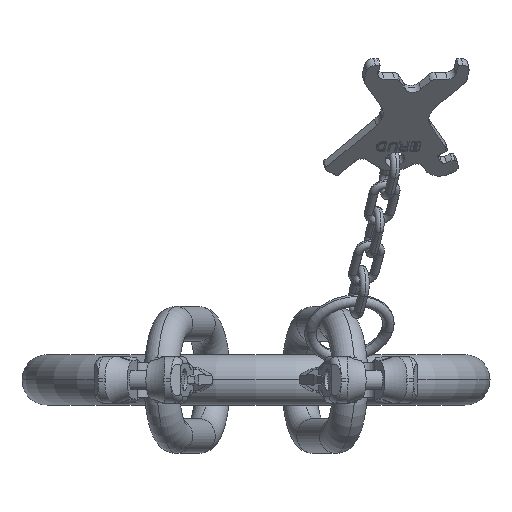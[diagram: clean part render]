
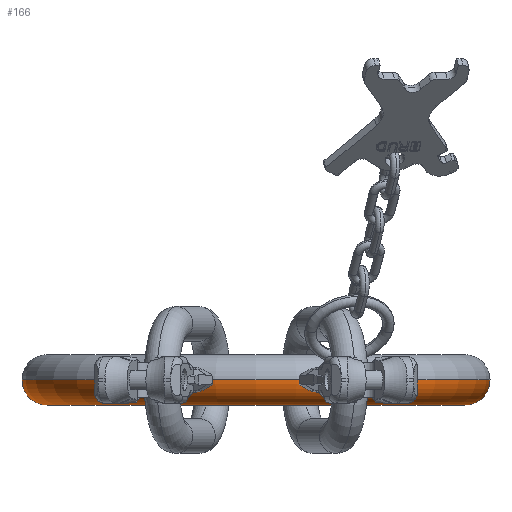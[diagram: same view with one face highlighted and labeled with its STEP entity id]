
A CAD part, front view. The second image highlights one B-rep face of the part: STEP entity #166.
In plain terms, the highlighted toroidal (fillet/blend) face has major radius 108 mm and minor radius 13 mm.
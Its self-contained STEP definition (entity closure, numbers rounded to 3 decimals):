
#34=CARTESIAN_POINT('',(0.,0.,0.));
#35=DIRECTION('',(0.,0.,-1.));
#36=DIRECTION('',(1.,0.,0.));
#37=AXIS2_PLACEMENT_3D('',#34,#35,#36);
#39=CARTESIAN_POINT('',(108.,0.,0.));
#40=DIRECTION('',(0.,-1.,0.));
#41=DIRECTION('',(-1.,0.,0.));
#42=AXIS2_PLACEMENT_3D('',#39,#40,#41);
#44=CARTESIAN_POINT('',(0.,0.,0.));
#45=DIRECTION('',(0.,0.,-1.));
#46=DIRECTION('',(1.,0.,0.));
#47=AXIS2_PLACEMENT_3D('',#44,#45,#46);
#68=CARTESIAN_POINT('',(-108.,0.,0.));
#69=DIRECTION('',(0.,1.,0.));
#70=DIRECTION('',(1.,0.,0.));
#71=AXIS2_PLACEMENT_3D('',#68,#69,#70);
#81=CARTESIAN_POINT('',(121.,0.,0.));
#82=CARTESIAN_POINT('',(95.,0.,0.));
#83=VERTEX_POINT('',#81);
#84=VERTEX_POINT('',#82);
#85=CARTESIAN_POINT('',(-121.,0.,0.));
#86=CARTESIAN_POINT('',(-95.,0.,0.));
#87=VERTEX_POINT('',#85);
#88=VERTEX_POINT('',#86);
#153=CARTESIAN_POINT('',(0.,0.,0.));
#154=DIRECTION('',(0.,0.,-1.));
#155=DIRECTION('',(-1.,0.,0.));
#156=AXIS2_PLACEMENT_3D('',#153,#154,#155);
#157=TOROIDAL_SURFACE('',#156,108.,13.);
#159=ORIENTED_EDGE('',*,*,#158,.F.);
#160=ORIENTED_EDGE('',*,*,#148,.T.);
#162=ORIENTED_EDGE('',*,*,#161,.T.);
#163=ORIENTED_EDGE('',*,*,#145,.F.);
#164=EDGE_LOOP('',(#159,#160,#162,#163));
#165=FACE_OUTER_BOUND('',#164,.F.);
#166=ADVANCED_FACE('',(#165),#157,.T.);
#38=CIRCLE('',#37,121.);
#43=CIRCLE('',#42,13.);
#48=CIRCLE('',#47,95.);
#72=CIRCLE('',#71,13.);
#145=EDGE_CURVE('',#83,#87,#38,.T.);
#148=EDGE_CURVE('',#84,#88,#48,.T.);
#158=EDGE_CURVE('',#84,#83,#43,.T.);
#161=EDGE_CURVE('',#88,#87,#72,.T.);
